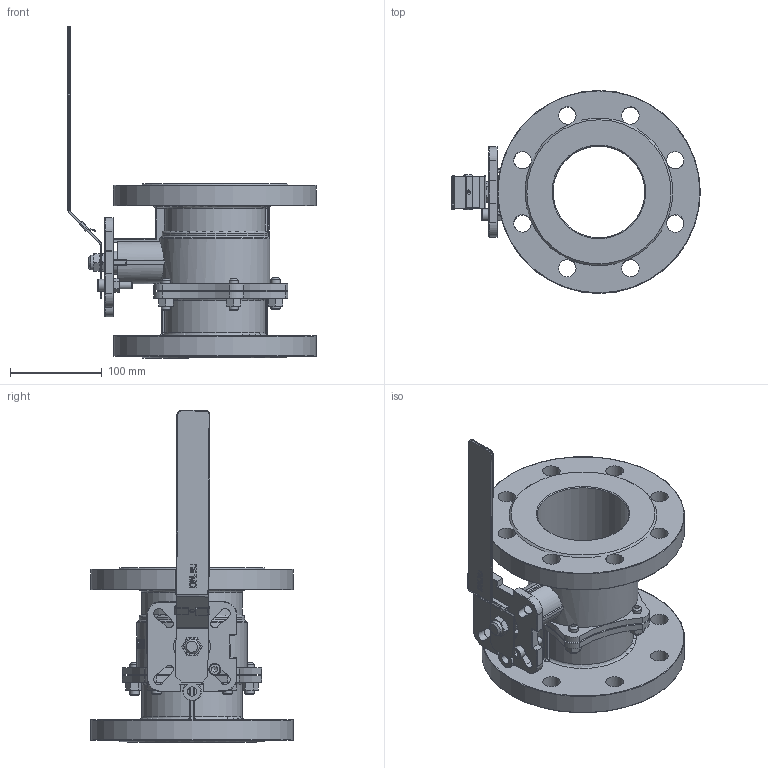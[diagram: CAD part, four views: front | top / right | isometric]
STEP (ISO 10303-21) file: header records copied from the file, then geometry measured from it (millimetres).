
FILE_DESCRIPTION(/* description */ (''),/* implementation_level */ '2;1');
FILE_NAME(/* name */ 'DN100_3D_STEP.stp',/* time_stamp */ '2023-12-14T14:53:35+03:00',/* author */ ('igorr'),/* organization */ (''),/* preprocessor_version */ 'ST-DEVELOPER v19.2',/* originating_system */ 'Autodesk Inventor 2023',/* authorisation */ '');
FILE_SCHEMA (('AUTOMOTIVE_DESIGN { 1 0 10303 214 3 1 1 }'));
Length unit declared in the file: millimetre
Products named in the file (12): Сборка; Деталь1; Деталь2; Деталь3; Деталь5; Деталь6; Деталь7; AS 1421 - M10 x 35 засверленный 
конец; AS 1420 - 1973 - M8 x 30; ANSI B18.2.4.2M - M10x1,5; ANSI B18.2.4.2M - M8x1,25; BS 3692 - M12
Assembly tree (20 placements, depth 2):
  Сборка
    Деталь1
    Деталь2
    Деталь3
    Деталь5
    Деталь6
    Деталь7
    AS 1421 - M10 x 35 засверленный 
конец  x5
    AS 1420 - 1973 - M8 x 30
    ANSI B18.2.4.2M - M10x1,5  x5
    ANSI B18.2.4.2M - M8x1,25
    BS 3692 - M12  x2
Bounding box: 270.9 x 221 x 361.72 mm (x, y, z)
Volume: 1890448.2 mm3; surface area: 406089.9 mm2
Topology: 20 solids, 20 shells, 796 faces, 1934 edges, 1181 vertices
Faces by surface type: plane 373, cylinder 191, cone 140, bspline 52, torus 39, sphere 1
Full cylindrical faces by diameter (mm): 1 x1, 5 x1, 6.647 x1, 8 x2, 8.376 x5, 9.435 x10, 10 x6, 10.106 x2, 13 x1, 16 x1, 19 x16, 25 x1, 30 x1, 40 x2, 100 x3, 108 x2, 115 x2, 120 x1, 221 x2
Entity records: 20490 total; most frequent: CARTESIAN_POINT 5074, ORIENTED_EDGE 3040, DIRECTION 2997, EDGE_CURVE 1520, AXIS2_PLACEMENT_3D 1113, VERTEX_POINT 947, LINE 771, VECTOR 771
